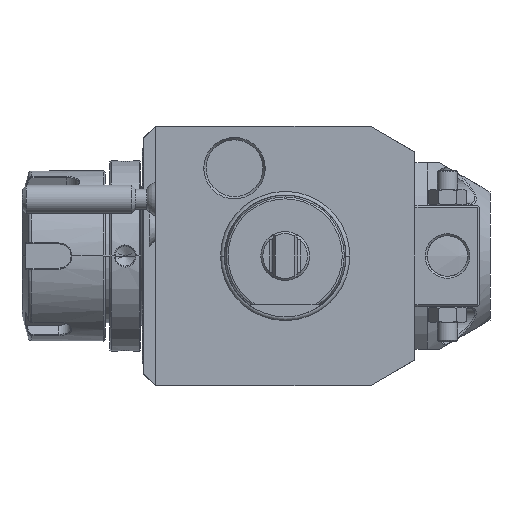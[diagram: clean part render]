
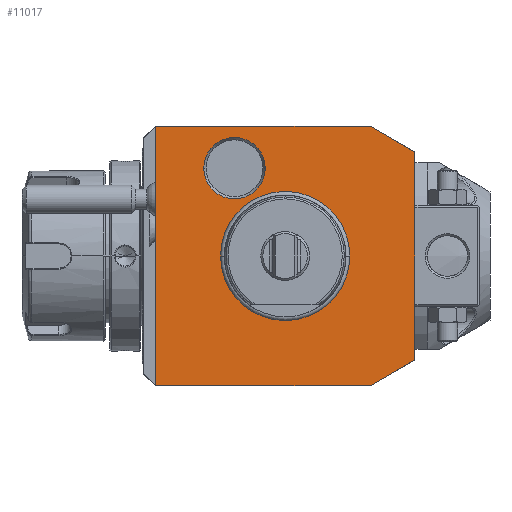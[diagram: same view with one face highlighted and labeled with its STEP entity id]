
A CAD part, front view. The second image highlights one B-rep face of the part: STEP entity #11017.
In plain terms, the highlighted planar face has unit normal (0, -1, 0).
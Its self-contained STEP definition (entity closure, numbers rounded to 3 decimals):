
#1=DIRECTION('',(0.866,0.,0.5));
#2=VECTOR('',#1,12.702);
#3=CARTESIAN_POINT('',(21.,0.,-32.));
#4=LINE('',#3,#2);
#5=DIRECTION('',(1.,0.,0.));
#6=VECTOR('',#5,53.);
#7=CARTESIAN_POINT('',(-32.,0.,-32.));
#8=LINE('',#7,#6);
#9=DIRECTION('',(0.,0.,-1.));
#10=VECTOR('',#9,64.);
#11=CARTESIAN_POINT('',(-32.,0.,32.));
#12=LINE('',#11,#10);
#13=DIRECTION('',(-1.,0.,0.));
#14=VECTOR('',#13,53.);
#15=CARTESIAN_POINT('',(21.,0.,32.));
#16=LINE('',#15,#14);
#17=DIRECTION('',(-0.866,0.,0.5));
#18=VECTOR('',#17,12.702);
#19=CARTESIAN_POINT('',(32.,0.,25.649));
#20=LINE('',#19,#18);
#21=DIRECTION('',(0.,0.,1.));
#22=VECTOR('',#21,51.298);
#23=CARTESIAN_POINT('',(32.,0.,-25.649));
#24=LINE('',#23,#22);
#25=CARTESIAN_POINT('',(-12.5,0.,21.651));
#26=DIRECTION('',(0.,1.,0.));
#27=DIRECTION('',(1.,0.,0.));
#28=AXIS2_PLACEMENT_3D('',#25,#26,#27);
#30=CARTESIAN_POINT('',(-12.5,0.,21.651));
#31=DIRECTION('',(0.,1.,0.));
#32=DIRECTION('',(-1.,0.,0.));
#33=AXIS2_PLACEMENT_3D('',#30,#31,#32);
#8596=CARTESIAN_POINT('',(0.,0.,0.));
#8597=DIRECTION('',(0.,-1.,0.));
#8598=DIRECTION('',(1.,0.,0.));
#8599=AXIS2_PLACEMENT_3D('',#8596,#8597,#8598);
#8601=CARTESIAN_POINT('',(0.,0.,0.));
#8602=DIRECTION('',(0.,-1.,0.));
#8603=DIRECTION('',(-1.,0.,0.));
#8604=AXIS2_PLACEMENT_3D('',#8601,#8602,#8603);
#9873=CARTESIAN_POINT('',(-4.923,0.,21.651));
#9874=CARTESIAN_POINT('',(-20.077,0.,21.651));
#9875=VERTEX_POINT('',#9873);
#9876=VERTEX_POINT('',#9874);
#10852=CARTESIAN_POINT('',(21.,0.,-32.));
#10853=CARTESIAN_POINT('',(32.,0.,-25.649));
#10854=VERTEX_POINT('',#10852);
#10855=VERTEX_POINT('',#10853);
#10856=CARTESIAN_POINT('',(32.,0.,25.649));
#10857=VERTEX_POINT('',#10856);
#10858=CARTESIAN_POINT('',(21.,0.,32.));
#10859=VERTEX_POINT('',#10858);
#10860=CARTESIAN_POINT('',(-32.,0.,32.));
#10861=VERTEX_POINT('',#10860);
#10862=CARTESIAN_POINT('',(-32.,0.,-32.));
#10863=VERTEX_POINT('',#10862);
#10884=CARTESIAN_POINT('',(15.783,0.,0.));
#10885=CARTESIAN_POINT('',(-15.783,0.,0.));
#10886=VERTEX_POINT('',#10884);
#10887=VERTEX_POINT('',#10885);
#10986=CARTESIAN_POINT('',(0.,0.,0.));
#10987=DIRECTION('',(0.,-1.,0.));
#10988=DIRECTION('',(-1.,0.,0.));
#10989=AXIS2_PLACEMENT_3D('',#10986,#10987,#10988);
#10990=PLANE('',#10989);
#10992=ORIENTED_EDGE('',*,*,#10991,.F.);
#10994=ORIENTED_EDGE('',*,*,#10993,.F.);
#10996=ORIENTED_EDGE('',*,*,#10995,.F.);
#10998=ORIENTED_EDGE('',*,*,#10997,.F.);
#11000=ORIENTED_EDGE('',*,*,#10999,.F.);
#11002=ORIENTED_EDGE('',*,*,#11001,.F.);
#11003=EDGE_LOOP('',(#10992,#10994,#10996,#10998,#11000,#11002));
#11004=FACE_OUTER_BOUND('',#11003,.F.);
#11006=ORIENTED_EDGE('',*,*,#11005,.T.);
#11008=ORIENTED_EDGE('',*,*,#11007,.T.);
#11009=EDGE_LOOP('',(#11006,#11008));
#11010=FACE_BOUND('',#11009,.F.);
#11012=ORIENTED_EDGE('',*,*,#11011,.F.);
#11014=ORIENTED_EDGE('',*,*,#11013,.F.);
#11015=EDGE_LOOP('',(#11012,#11014));
#11016=FACE_BOUND('',#11015,.F.);
#29=CIRCLE('',#28,7.577);
#34=CIRCLE('',#33,7.577);
#8600=CIRCLE('',#8599,15.783);
#8605=CIRCLE('',#8604,15.783);
#10991=EDGE_CURVE('',#10854,#10855,#4,.T.);
#10993=EDGE_CURVE('',#10863,#10854,#8,.T.);
#10995=EDGE_CURVE('',#10861,#10863,#12,.T.);
#10997=EDGE_CURVE('',#10859,#10861,#16,.T.);
#10999=EDGE_CURVE('',#10857,#10859,#20,.T.);
#11001=EDGE_CURVE('',#10855,#10857,#24,.T.);
#11005=EDGE_CURVE('',#10886,#10887,#8600,.T.);
#11007=EDGE_CURVE('',#10887,#10886,#8605,.T.);
#11011=EDGE_CURVE('',#9875,#9876,#29,.T.);
#11013=EDGE_CURVE('',#9876,#9875,#34,.T.);
#11017=ADVANCED_FACE('',(#11004,#11010,#11016),#10990,.T.);
